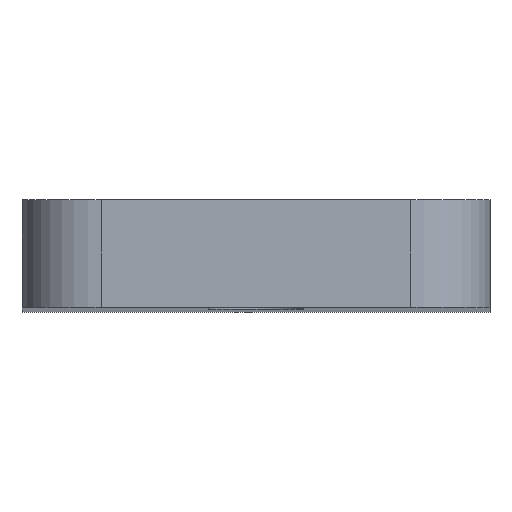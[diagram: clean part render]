
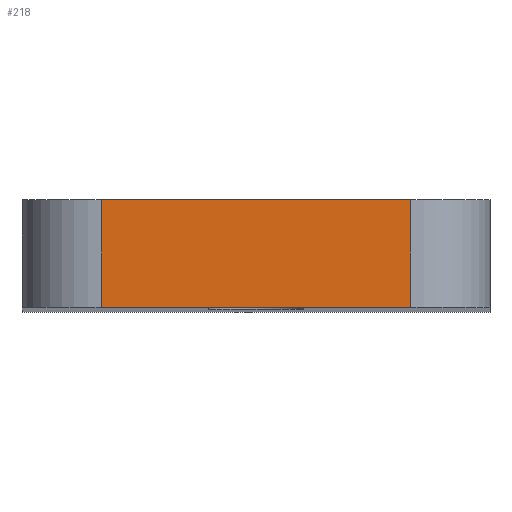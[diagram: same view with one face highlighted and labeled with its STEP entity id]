
A CAD part, top view. The second image highlights one B-rep face of the part: STEP entity #218.
In plain terms, the highlighted planar face has unit normal (0, 0, 1).
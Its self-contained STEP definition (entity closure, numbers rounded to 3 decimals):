
#17=PLANE('',#246);
#26=FACE_OUTER_BOUND('',#38,.T.);
#38=EDGE_LOOP('',(#157,#158,#159,#160));
#53=LINE('',#340,#75);
#54=LINE('',#342,#76);
#55=LINE('',#344,#77);
#56=LINE('',#345,#78);
#75=VECTOR('',#275,1000.);
#76=VECTOR('',#276,1000.);
#77=VECTOR('',#277,1000.);
#78=VECTOR('',#278,1000.);
#107=VERTEX_POINT('',#338);
#108=VERTEX_POINT('',#339);
#109=VERTEX_POINT('',#341);
#110=VERTEX_POINT('',#343);
#127=EDGE_CURVE('',#107,#108,#53,.T.);
#128=EDGE_CURVE('',#107,#109,#54,.T.);
#129=EDGE_CURVE('',#109,#110,#55,.T.);
#130=EDGE_CURVE('',#110,#108,#56,.T.);
#157=ORIENTED_EDGE('',*,*,#127,.F.);
#158=ORIENTED_EDGE('',*,*,#128,.T.);
#159=ORIENTED_EDGE('',*,*,#129,.T.);
#160=ORIENTED_EDGE('',*,*,#130,.T.);
#218=ADVANCED_FACE('',(#26),#17,.F.);
#246=AXIS2_PLACEMENT_3D('',#337,#273,#274);
#273=DIRECTION('center_axis',(0.,0.,-1.));
#274=DIRECTION('ref_axis',(-1.,0.,0.));
#275=DIRECTION('',(-1.,0.,0.));
#276=DIRECTION('',(0.,1.,0.));
#277=DIRECTION('',(-1.,0.,0.));
#278=DIRECTION('',(0.,-1.,0.));
#337=CARTESIAN_POINT('Origin',(-14.75,-6.8,132.5));
#338=CARTESIAN_POINT('',(9.75,-6.8,132.5));
#339=CARTESIAN_POINT('',(-9.75,-6.8,132.5));
#340=CARTESIAN_POINT('',(-14.75,-6.8,132.5));
#341=CARTESIAN_POINT('',(9.75,0.,132.5));
#342=CARTESIAN_POINT('',(9.75,-6.8,132.5));
#343=CARTESIAN_POINT('',(-9.75,0.,132.5));
#344=CARTESIAN_POINT('',(-14.75,0.,132.5));
#345=CARTESIAN_POINT('',(-9.75,-6.8,132.5));
